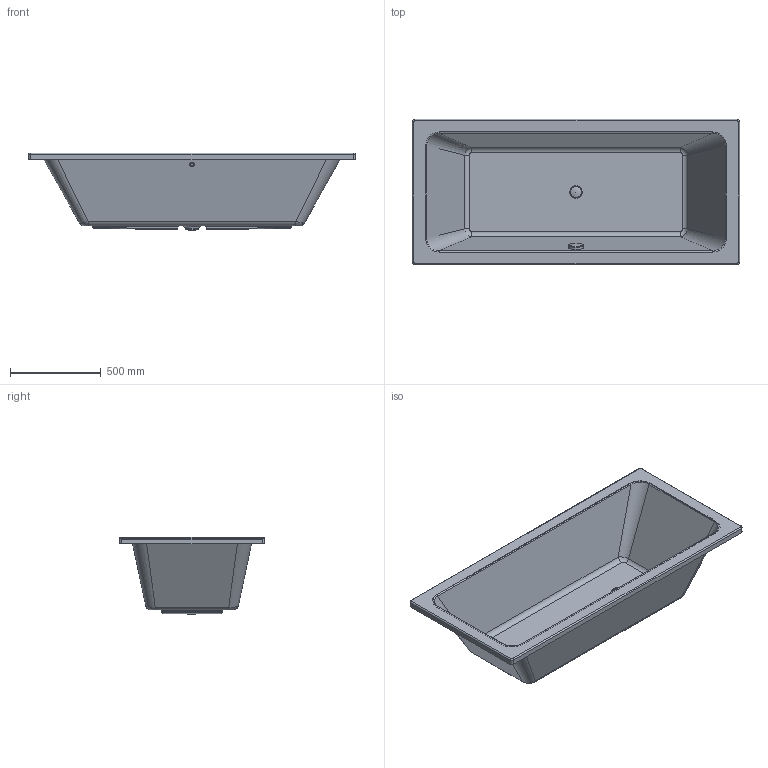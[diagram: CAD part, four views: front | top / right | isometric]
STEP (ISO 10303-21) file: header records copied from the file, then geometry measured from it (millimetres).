
FILE_DESCRIPTION((''),'2;1');
FILE_NAME('700101.stp','2010-12-11T19:41:08',('Andreas'),(''),'Autodesk Inventor 2009','Autodesk Inventor 2009','');
FILE_SCHEMA(('AUTOMOTIVE_DESIGN { 1 0 10303 214 1 1 1 1 }'));
Length unit declared in the file: millimetre
Products named in the file (5): 700101; Kelch; Stopfen; Verschluss_Ueberlauf
Assembly tree (4 placements, depth 2):
  700101
    700101
    Kelch
    Stopfen
    Verschluss_Ueberlauf
Bounding box: 1800 x 800 x 427 mm (x, y, z)
Volume: 31937910.7 mm3; surface area: 5489479.1 mm2
Topology: 4 solids, 5 shells, 198 faces, 458 edges, 277 vertices
Faces by surface type: cylinder 73, plane 59, bspline 53, torus 9, cone 4
Full cylindrical faces by diameter (mm): 20 x1, 25 x1, 42 x1, 44 x1, 52 x2, 60 x1, 79 x1, 79.999 x1
Entity records: 13213 total; most frequent: CARTESIAN_POINT 8868, DIRECTION 859, ORIENTED_EDGE 858, EDGE_CURVE 429, AXIS2_PLACEMENT_3D 339, VERTEX_POINT 271, EDGE_LOOP 236, FACE_OUTER_BOUND 198
